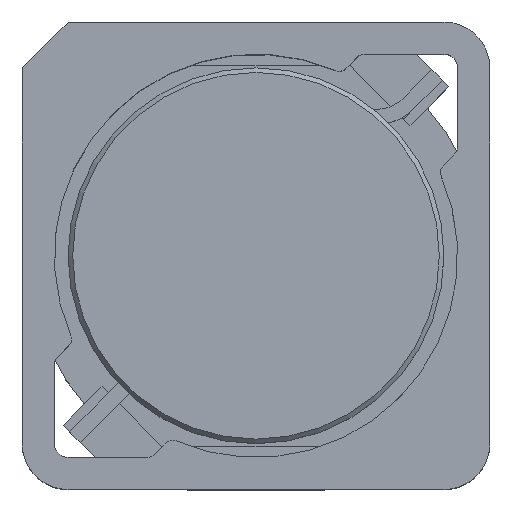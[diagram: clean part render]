
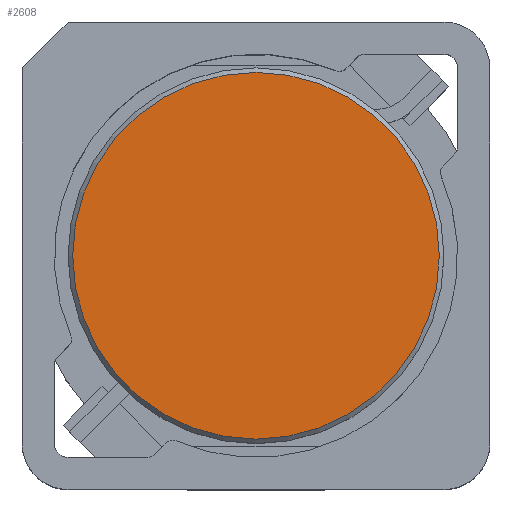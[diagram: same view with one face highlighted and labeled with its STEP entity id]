
A CAD part, top view. The second image highlights one B-rep face of the part: STEP entity #2608.
In plain terms, the highlighted planar face has unit normal (0, 0, 1).
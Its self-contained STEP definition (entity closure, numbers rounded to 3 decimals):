
#75=CIRCLE('',#2823,4.);
#153=PLANE('',#2824);
#271=FACE_OUTER_BOUND('',#416,.T.);
#416=EDGE_LOOP('',(#1882));
#1148=VERTEX_POINT('',#4270);
#1424=EDGE_CURVE('',#1148,#1148,#75,.F.);
#1882=ORIENTED_EDGE('',*,*,#1424,.T.);
#2608=ADVANCED_FACE('',(#271),#153,.F.);
#2823=AXIS2_PLACEMENT_3D('',#4272,#3146,#3147);
#2824=AXIS2_PLACEMENT_3D('',#4273,#3148,#3149);
#3146=DIRECTION('center_axis',(0.,0.,-1.));
#3147=DIRECTION('ref_axis',(-1.,0.,0.));
#3148=DIRECTION('center_axis',(0.,0.,-1.));
#3149=DIRECTION('ref_axis',(-1.,0.,0.));
#4270=CARTESIAN_POINT('',(4.,0.,6.35));
#4272=CARTESIAN_POINT('Origin',(0.,0.,6.35));
#4273=CARTESIAN_POINT('Origin',(0.,0.,6.35));
